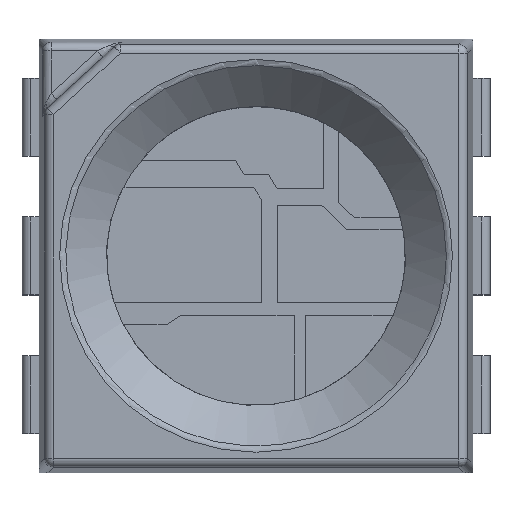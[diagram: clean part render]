
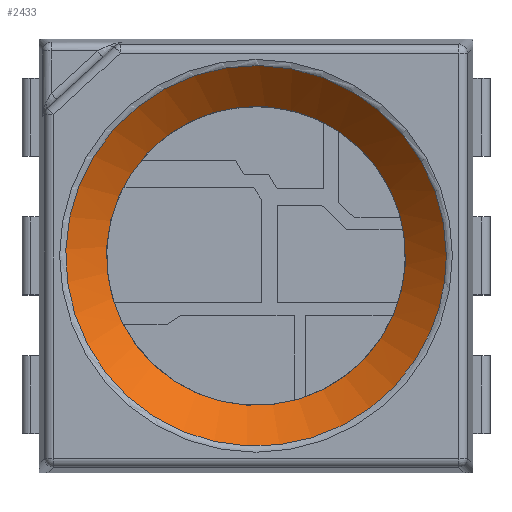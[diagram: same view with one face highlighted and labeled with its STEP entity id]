
A CAD part, top view. The second image highlights one B-rep face of the part: STEP entity #2433.
In plain terms, the highlighted conical face has half-angle 45 degrees and reference radius 1.975 mm.
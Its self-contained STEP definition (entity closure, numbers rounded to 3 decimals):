
#55=CONICAL_SURFACE('',#2637,1.975,45.);
#60=FACE_BOUND('',#928,.T.);
#769=FACE_OUTER_BOUND('',#927,.T.);
#927=EDGE_LOOP('',(#1825));
#928=EDGE_LOOP('',(#1826));
#1102=CIRCLE('',#2636,2.196);
#1103=CIRCLE('',#2638,1.725);
#1185=VERTEX_POINT('',#3771);
#1186=VERTEX_POINT('',#3774);
#1436=EDGE_CURVE('',#1185,#1185,#1102,.T.);
#1437=EDGE_CURVE('',#1186,#1186,#1103,.T.);
#1825=ORIENTED_EDGE('',*,*,#1437,.T.);
#1826=ORIENTED_EDGE('',*,*,#1436,.F.);
#2433=ADVANCED_FACE('',(#769,#60),#55,.F.);
#2636=AXIS2_PLACEMENT_3D('',#3772,#2969,#2970);
#2637=AXIS2_PLACEMENT_3D('',#3773,#2971,#2972);
#2638=AXIS2_PLACEMENT_3D('',#3775,#2973,#2974);
#2969=DIRECTION('center_axis',(0.,0.,-1.));
#2970=DIRECTION('ref_axis',(-1.,0.,0.));
#2971=DIRECTION('center_axis',(0.,0.,1.));
#2972=DIRECTION('ref_axis',(-1.,0.,0.));
#2973=DIRECTION('center_axis',(0.,0.,-1.));
#2974=DIRECTION('ref_axis',(-1.,0.,0.));
#3771=CARTESIAN_POINT('',(2.196,0.,1.671));
#3772=CARTESIAN_POINT('Origin',(0.,0.,1.671));
#3773=CARTESIAN_POINT('Origin',(0.,0.,1.45));
#3774=CARTESIAN_POINT('',(1.581,-0.689,1.2));
#3775=CARTESIAN_POINT('Origin',(0.,0.,1.2));
